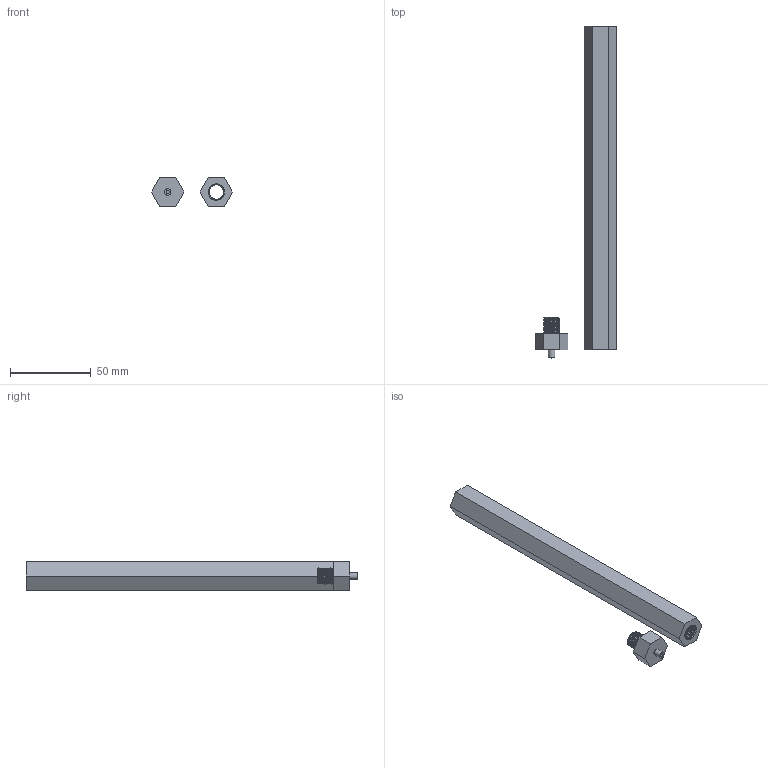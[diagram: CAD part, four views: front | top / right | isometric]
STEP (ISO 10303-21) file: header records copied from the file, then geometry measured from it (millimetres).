
FILE_DESCRIPTION(/* description */ (''),/* implementation_level */ '2;1');
FILE_NAME(/* name */ 'Usinage v1.step',/* time_stamp */ '2018-10-13T18:16:40+02:00',/* author */ ('edwindu8888'),/* organization */ (''),/* preprocessor_version */ 'ST-DEVELOPER v17.2',/* originating_system */ 'Autodesk Translation Framework v7.6.0.251',/* authorisation */ '');
FILE_SCHEMA (('AUTOMOTIVE_DESIGN { 1 0 10303 214 3 1 1 }'));
Length unit declared in the file: millimetre
Products named in the file (1): Usinage
Bounding box: 50 x 205 x 17.32 mm (x, y, z)
Volume: 42506.8 mm3; surface area: 20193.4 mm2
Topology: 2 solids, 2 shells, 75 faces, 195 edges, 126 vertices
Faces by surface type: cylinder 52, plane 19, bspline 4
Full cylindrical faces by diameter (mm): 2 x1, 4 x1, 8.744 x11, 9.036 x11, 9.884 x11, 10.147 x11
Entity records: 7232 total; most frequent: CARTESIAN_POINT 5543, ORIENTED_EDGE 390, DIRECTION 259, EDGE_CURVE 195, VERTEX_POINT 126, B_SPLINE_CURVE_WITH_KNOTS 95, AXIS2_PLACEMENT_3D 87, LINE 85
